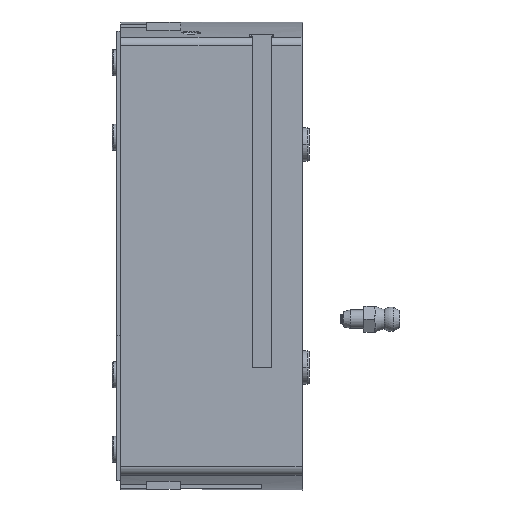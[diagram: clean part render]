
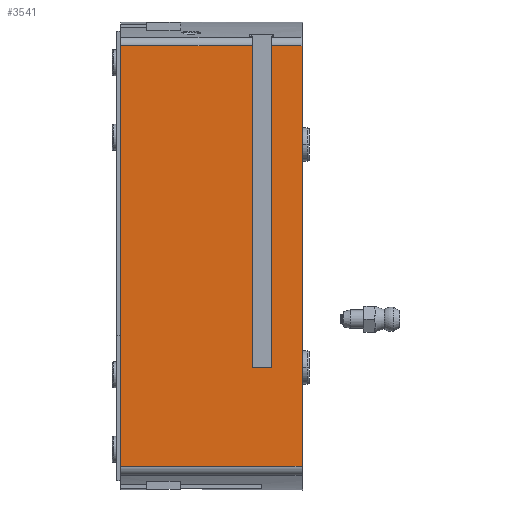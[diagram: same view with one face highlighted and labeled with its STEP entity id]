
A CAD part, left-side view. The second image highlights one B-rep face of the part: STEP entity #3541.
In plain terms, the highlighted planar face has unit normal (-1, 0, 0).
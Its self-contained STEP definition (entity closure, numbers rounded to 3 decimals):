
#745=ORIENTED_EDGE('',*,*,#1635,.F.);
#746=ORIENTED_EDGE('',*,*,#1643,.T.);
#747=ORIENTED_EDGE('',*,*,#1644,.F.);
#748=ORIENTED_EDGE('',*,*,#1645,.T.);
#749=ORIENTED_EDGE('',*,*,#1646,.F.);
#750=ORIENTED_EDGE('',*,*,#1641,.F.);
#751=ORIENTED_EDGE('',*,*,#1647,.T.);
#752=ORIENTED_EDGE('',*,*,#1648,.T.);
#1635=EDGE_CURVE('',#2081,#2082,#2378,.T.);
#1641=EDGE_CURVE('',#2083,#2084,#2381,.T.);
#1643=EDGE_CURVE('',#2081,#2085,#2382,.T.);
#1644=EDGE_CURVE('',#2086,#2085,#2383,.T.);
#1645=EDGE_CURVE('',#2086,#2087,#2384,.T.);
#1646=EDGE_CURVE('',#2084,#2087,#2385,.T.);
#1647=EDGE_CURVE('',#2083,#2088,#2386,.T.);
#1648=EDGE_CURVE('',#2088,#2082,#2387,.T.);
#2081=VERTEX_POINT('',#5883);
#2082=VERTEX_POINT('',#5885);
#2083=VERTEX_POINT('',#5893);
#2084=VERTEX_POINT('',#5895);
#2085=VERTEX_POINT('',#5899);
#2086=VERTEX_POINT('',#5901);
#2087=VERTEX_POINT('',#5903);
#2088=VERTEX_POINT('',#5906);
#2378=LINE('',#5884,#2585);
#2381=LINE('',#5894,#2588);
#2382=LINE('',#5898,#2589);
#2383=LINE('',#5900,#2590);
#2384=LINE('',#5902,#2591);
#2385=LINE('',#5904,#2592);
#2386=LINE('',#5905,#2593);
#2387=LINE('',#5907,#2594);
#2585=VECTOR('',#4527,1000.);
#2588=VECTOR('',#4540,1000.);
#2589=VECTOR('',#4545,1000.);
#2590=VECTOR('',#4546,1000.);
#2591=VECTOR('',#4547,1000.);
#2592=VECTOR('',#4548,1000.);
#2593=VECTOR('',#4549,1000.);
#2594=VECTOR('',#4550,1000.);
#2744=EDGE_LOOP('',(#745,#746,#747,#748,#749,#750,#751,#752));
#3087=FACE_BOUND('',#2744,.T.);
#3413=PLANE('',#3912);
#3541=ADVANCED_FACE('',(#3087),#3413,.F.);
#3912=AXIS2_PLACEMENT_3D('',#5897,#4543,#4544);
#4527=DIRECTION('',(0.,-1.,0.));
#4540=DIRECTION('',(0.,0.,1.));
#4543=DIRECTION('',(1.,0.,0.));
#4544=DIRECTION('',(0.,0.,-1.));
#4545=DIRECTION('',(0.,0.,-1.));
#4546=DIRECTION('',(0.,-1.,0.));
#4547=DIRECTION('',(0.,0.,1.));
#4548=DIRECTION('',(0.,-1.,0.));
#4549=DIRECTION('',(0.,-1.,0.));
#4550=DIRECTION('',(0.,0.,1.));
#5883=CARTESIAN_POINT('',(-40.,8.2,56.574));
#5884=CARTESIAN_POINT('',(-40.,48.8,56.574));
#5885=CARTESIAN_POINT('',(-40.,0.,56.574));
#5893=CARTESIAN_POINT('',(-40.,48.8,-56.574));
#5894=CARTESIAN_POINT('',(-40.,48.8,-64.));
#5895=CARTESIAN_POINT('',(-40.,48.8,56.574));
#5897=CARTESIAN_POINT('',(-40.,48.8,-64.));
#5898=CARTESIAN_POINT('',(-40.,8.2,-64.));
#5899=CARTESIAN_POINT('',(-40.,8.2,-30.));
#5900=CARTESIAN_POINT('',(-40.,48.8,-30.));
#5901=CARTESIAN_POINT('',(-40.,13.4,-30.));
#5902=CARTESIAN_POINT('',(-40.,13.4,-64.));
#5903=CARTESIAN_POINT('',(-40.,13.4,56.574));
#5904=CARTESIAN_POINT('',(-40.,48.8,56.574));
#5905=CARTESIAN_POINT('',(-40.,48.8,-56.574));
#5906=CARTESIAN_POINT('',(-40.,0.,-56.574));
#5907=CARTESIAN_POINT('',(-40.,0.,-64.));
